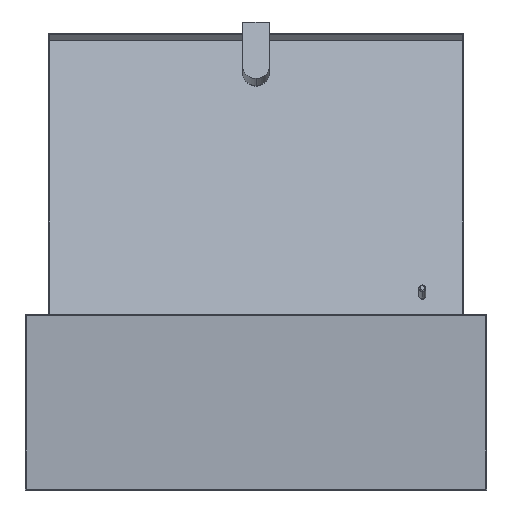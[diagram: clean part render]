
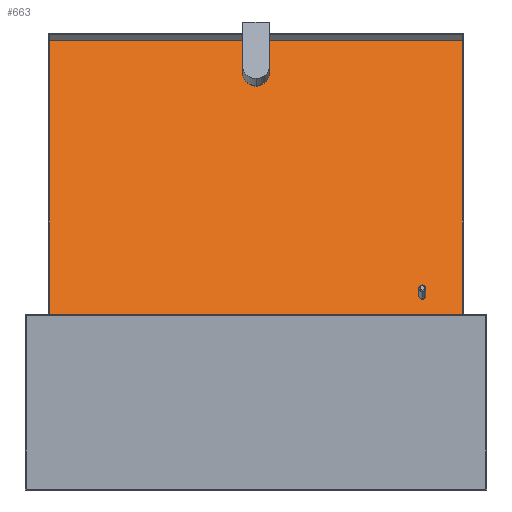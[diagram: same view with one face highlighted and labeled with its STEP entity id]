
A CAD part, left-side view. The second image highlights one B-rep face of the part: STEP entity #663.
In plain terms, the highlighted face is planar.
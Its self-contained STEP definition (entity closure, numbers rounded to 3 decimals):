
#100 = EDGE_LOOP ( 'NONE', ( #4826, #343 ) ) ;
#169 = VECTOR ( 'NONE', #2377, 1000. ) ;
#203 = CIRCLE ( 'NONE', #4102, 11.5 ) ;
#242 = CIRCLE ( 'NONE', #2073, 3. ) ;
#248 = DIRECTION ( 'NONE',  ( 0., 0., 1. ) ) ;
#290 = CARTESIAN_POINT ( 'NONE',  ( -133.5, 0., -1. ) ) ;
#343 = ORIENTED_EDGE ( 'NONE', *, *, #1648, .T. ) ;
#423 = EDGE_LOOP ( 'NONE', ( #3931, #4525 ) ) ;
#539 = VERTEX_POINT ( 'NONE', #1051 ) ;
#663 = ADVANCED_FACE ( 'NONE', ( #2294, #2774, #1052 ), #2142, .F. ) ;
#713 = VERTEX_POINT ( 'NONE', #2597 ) ;
#976 = DIRECTION ( 'NONE',  ( 1., 0., 0. ) ) ;
#1007 = CARTESIAN_POINT ( 'NONE',  ( -103.5, 0., -1. ) ) ;
#1016 = CARTESIAN_POINT ( 'NONE',  ( 99.5, -142.5, -1. ) ) ;
#1047 = DIRECTION ( 'NONE',  ( 1., 0., 0. ) ) ;
#1051 = CARTESIAN_POINT ( 'NONE',  ( -92., 0., -1. ) ) ;
#1052 = FACE_BOUND ( 'NONE', #423, .T. ) ;
#1068 = VERTEX_POINT ( 'NONE', #3688 ) ;
#1111 = EDGE_CURVE ( 'NONE', #2684, #2871, #242, .T. ) ;
#1127 = AXIS2_PLACEMENT_3D ( 'NONE', #1016, #3302, #1047 ) ;
#1153 = EDGE_CURVE ( 'NONE', #2871, #2684, #4536, .T. ) ;
#1304 = EDGE_CURVE ( 'NONE', #2997, #2840, #1352, .T. ) ;
#1352 = LINE ( 'NONE', #4862, #2529 ) ;
#1390 = CARTESIAN_POINT ( 'NONE',  ( 0., 0., -1. ) ) ;
#1406 = ORIENTED_EDGE ( 'NONE', *, *, #1304, .F. ) ;
#1457 = CARTESIAN_POINT ( 'NONE',  ( 133.5, 0., -1. ) ) ;
#1508 = ORIENTED_EDGE ( 'NONE', *, *, #2093, .F. ) ;
#1648 = EDGE_CURVE ( 'NONE', #3096, #539, #1706, .T. ) ;
#1706 = CIRCLE ( 'NONE', #2510, 11.5 ) ;
#1770 = DIRECTION ( 'NONE',  ( 1., 0., 0. ) ) ;
#1790 = EDGE_CURVE ( 'NONE', #2840, #1068, #4649, .T. ) ;
#1879 = DIRECTION ( 'NONE',  ( 0., 0., 1. ) ) ;
#2034 = VECTOR ( 'NONE', #2172, 1000. ) ;
#2073 = AXIS2_PLACEMENT_3D ( 'NONE', #4444, #4790, #2528 ) ;
#2093 = EDGE_CURVE ( 'NONE', #1068, #713, #4118, .T. ) ;
#2142 = PLANE ( 'NONE',  #4087 ) ;
#2163 = DIRECTION ( 'NONE',  ( 0., 0., 1. ) ) ;
#2172 = DIRECTION ( 'NONE',  ( 0., -1., 0. ) ) ;
#2294 = FACE_BOUND ( 'NONE', #100, .T. ) ;
#2377 = DIRECTION ( 'NONE',  ( -1., 0., 0. ) ) ;
#2510 = AXIS2_PLACEMENT_3D ( 'NONE', #3207, #2163, #976 ) ;
#2526 = VECTOR ( 'NONE', #3729, 1000. ) ;
#2528 = DIRECTION ( 'NONE',  ( 1., 0., 0. ) ) ;
#2529 = VECTOR ( 'NONE', #4139, 1000. ) ;
#2597 = CARTESIAN_POINT ( 'NONE',  ( -133.5, 176.5, -1. ) ) ;
#2650 = CARTESIAN_POINT ( 'NONE',  ( 102.5, -142.5, -1. ) ) ;
#2684 = VERTEX_POINT ( 'NONE', #2802 ) ;
#2738 = CARTESIAN_POINT ( 'NONE',  ( -115., 0., -1. ) ) ;
#2774 = FACE_OUTER_BOUND ( 'NONE', #4775, .T. ) ;
#2802 = CARTESIAN_POINT ( 'NONE',  ( 96.5, -142.5, -1. ) ) ;
#2840 = VERTEX_POINT ( 'NONE', #3442 ) ;
#2871 = VERTEX_POINT ( 'NONE', #2650 ) ;
#2997 = VERTEX_POINT ( 'NONE', #3997 ) ;
#3096 = VERTEX_POINT ( 'NONE', #2738 ) ;
#3194 = LINE ( 'NONE', #290, #2034 ) ;
#3207 = CARTESIAN_POINT ( 'NONE',  ( -103.5, 0., -1. ) ) ;
#3302 = DIRECTION ( 'NONE',  ( 0., 0., -1. ) ) ;
#3442 = CARTESIAN_POINT ( 'NONE',  ( 133.5, -176.5, -1. ) ) ;
#3688 = CARTESIAN_POINT ( 'NONE',  ( 133.5, 176.5, -1. ) ) ;
#3704 = ORIENTED_EDGE ( 'NONE', *, *, #4765, .F. ) ;
#3729 = DIRECTION ( 'NONE',  ( 0., 1., 0. ) ) ;
#3845 = CARTESIAN_POINT ( 'NONE',  ( 0., 176.5, -1. ) ) ;
#3931 = ORIENTED_EDGE ( 'NONE', *, *, #1153, .F. ) ;
#3997 = CARTESIAN_POINT ( 'NONE',  ( -133.5, -176.5, -1. ) ) ;
#4087 = AXIS2_PLACEMENT_3D ( 'NONE', #1390, #1879, #4161 ) ;
#4102 = AXIS2_PLACEMENT_3D ( 'NONE', #1007, #248, #1770 ) ;
#4118 = LINE ( 'NONE', #3845, #169 ) ;
#4139 = DIRECTION ( 'NONE',  ( 1., 0., 0. ) ) ;
#4161 = DIRECTION ( 'NONE',  ( 1., 0., 0. ) ) ;
#4339 = ORIENTED_EDGE ( 'NONE', *, *, #1790, .F. ) ;
#4444 = CARTESIAN_POINT ( 'NONE',  ( 99.5, -142.5, -1. ) ) ;
#4525 = ORIENTED_EDGE ( 'NONE', *, *, #1111, .F. ) ;
#4536 = CIRCLE ( 'NONE', #1127, 3. ) ;
#4649 = LINE ( 'NONE', #1457, #2526 ) ;
#4758 = EDGE_CURVE ( 'NONE', #539, #3096, #203, .T. ) ;
#4765 = EDGE_CURVE ( 'NONE', #713, #2997, #3194, .T. ) ;
#4775 = EDGE_LOOP ( 'NONE', ( #3704, #1508, #4339, #1406 ) ) ;
#4790 = DIRECTION ( 'NONE',  ( 0., 0., -1. ) ) ;
#4826 = ORIENTED_EDGE ( 'NONE', *, *, #4758, .T. ) ;
#4862 = CARTESIAN_POINT ( 'NONE',  ( 0., -176.5, -1. ) ) ;
